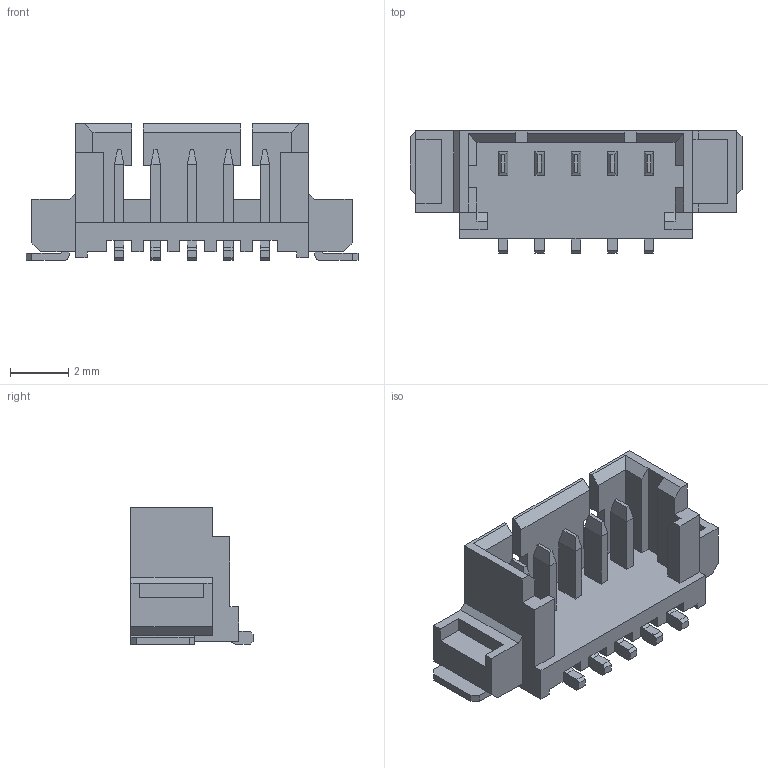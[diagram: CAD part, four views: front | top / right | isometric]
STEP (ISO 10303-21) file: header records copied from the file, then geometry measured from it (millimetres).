
FILE_DESCRIPTION (( 'STEP AP214' ), '1' );
FILE_NAME ('139413.step', '2020-09-28T17:47:08', ( '' ), ( '' ), 'SwSTEP 2.0', 'SolidWorks 2019', '' );
FILE_SCHEMA (( 'AUTOMOTIVE_DESIGN' ));
Length unit declared in the file: millimetre
Products named in the file (1): 139413
Bounding box: 11.4 x 4.2 x 4.7 mm (x, y, z)
Volume: 63 mm3; surface area: 292.6 mm2
Topology: 1 solids, 1 shells, 282 faces, 742 edges, 478 vertices
Faces by surface type: plane 274, cylinder 8
Entity records: 8498 total; most frequent: CARTESIAN_POINT 1515, ORIENTED_EDGE 1484, DIRECTION 1318, EDGE_CURVE 742, VECTOR 724, LINE 724, VERTEX_POINT 478, EDGE_LOOP 298
